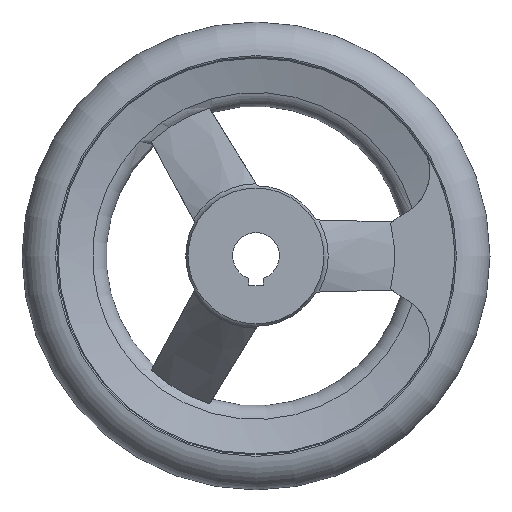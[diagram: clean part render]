
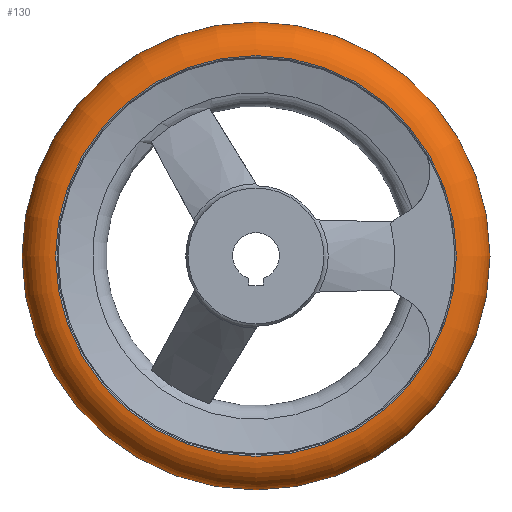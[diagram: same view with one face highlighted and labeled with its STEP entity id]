
A CAD part, front view. The second image highlights one B-rep face of the part: STEP entity #130.
In plain terms, the highlighted toroidal (fillet/blend) face has major radius 42.5 mm and minor radius 7.5 mm.
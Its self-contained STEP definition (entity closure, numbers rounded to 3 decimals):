
#130 = ADVANCED_FACE( '', ( #283, #284, #285 ), #286, .T. );
#283 = FACE_BOUND( '', #495, .T. );
#284 = FACE_OUTER_BOUND( '', #496, .T. );
#285 = FACE_OUTER_BOUND( '', #497, .T. );
#286 = TOROIDAL_SURFACE( '', #498, 42.5, 7.5 );
#495 = VERTEX_LOOP( '', #828 );
#496 = EDGE_LOOP( '', ( #829 ) );
#497 = EDGE_LOOP( '', ( #830 ) );
#498 = AXIS2_PLACEMENT_3D( '', #831, #832, #833 );
#828 = VERTEX_POINT( '', #1156 );
#829 = ORIENTED_EDGE( '', *, *, #1072, .T. );
#830 = ORIENTED_EDGE( '', *, *, #1068, .F. );
#831 = CARTESIAN_POINT( '', ( 0., 25.5, 0. ) );
#832 = DIRECTION( '', ( 0., -1., 0. ) );
#833 = DIRECTION( '', ( 0., 0., -1. ) );
#1068 = EDGE_CURVE( '', #1280, #1280, #1281, .T. );
#1072 = EDGE_CURVE( '', #1287, #1287, #1288, .T. );
#1156 = CARTESIAN_POINT( '', ( 0., 25.5, -50. ) );
#1280 = VERTEX_POINT( '', #1613 );
#1281 = CIRCLE( '', #1614, 42.813 );
#1287 = VERTEX_POINT( '', #1620 );
#1288 = CIRCLE( '', #1621, 42.813 );
#1613 = CARTESIAN_POINT( '', ( 0., 18.007, -42.813 ) );
#1614 = AXIS2_PLACEMENT_3D( '', #2207, #2208, #2209 );
#1620 = CARTESIAN_POINT( '', ( 0., 32.993, -42.813 ) );
#1621 = AXIS2_PLACEMENT_3D( '', #2216, #2217, #2218 );
#2207 = CARTESIAN_POINT( '', ( 0., 18.007, 0. ) );
#2208 = DIRECTION( '', ( 0., -1., 0. ) );
#2209 = DIRECTION( '', ( 0., 0., -1. ) );
#2216 = CARTESIAN_POINT( '', ( 0., 32.993, 0. ) );
#2217 = DIRECTION( '', ( 0., -1., 0. ) );
#2218 = DIRECTION( '', ( 0., 0., -1. ) );
